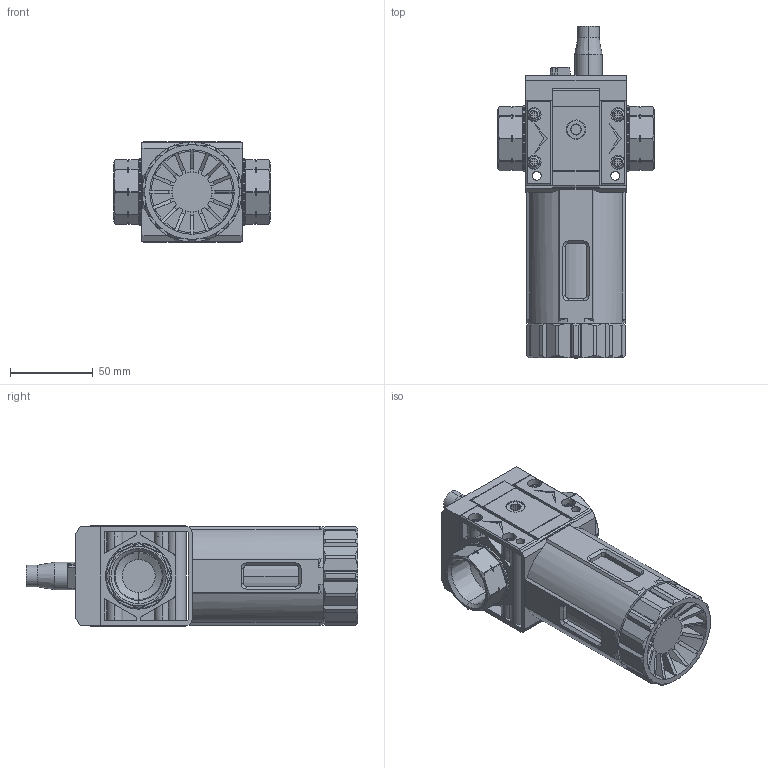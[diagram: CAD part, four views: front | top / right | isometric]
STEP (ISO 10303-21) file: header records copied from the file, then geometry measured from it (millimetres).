
FILE_DESCRIPTION (( 'STEP AP203' ), '1' );
FILE_NAME ('5U26L106.step', '2023-05-17T14:22:36', ( '' ), ( '' ), 'SwSTEP 2.0', 'SolidWorks 2021', '' );
FILE_SCHEMA (( 'CONFIG_CONTROL_DESIGN' ));
Length unit declared in the file: inch
Products named in the file (1): 5U26L106
Bounding box: 94.5 x 200.5 x 61 mm (x, y, z)
Volume: 394647 mm3; surface area: 129553.7 mm2
Topology: 14 solids, 14 shells, 1230 faces, 3381 edges, 2215 vertices
Faces by surface type: plane 551, cylinder 384, cone 190, bspline 105
Entity records: 44100 total; most frequent: CARTESIAN_POINT 13077, ORIENTED_EDGE 6758, DIRECTION 6254, EDGE_CURVE 3379, AXIS2_PLACEMENT_3D 2268, VERTEX_POINT 2215, LINE 1718, VECTOR 1718
